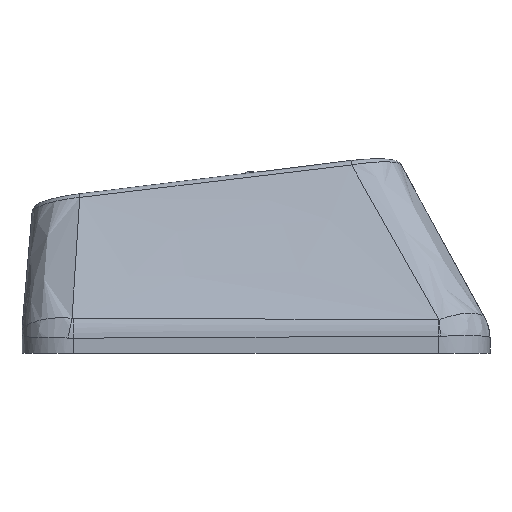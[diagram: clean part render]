
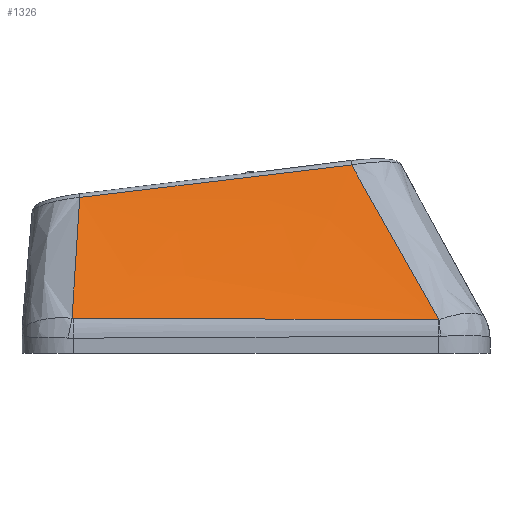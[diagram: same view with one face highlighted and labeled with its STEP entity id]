
A CAD part, left-side view. The second image highlights one B-rep face of the part: STEP entity #1326.
In plain terms, the highlighted free-form (B-spline) face has degree [3, 3] with [4, 4] control points.
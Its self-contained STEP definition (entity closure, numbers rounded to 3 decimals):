
#31=B_SPLINE_SURFACE_WITH_KNOTS('',3,3,((#2749,#2750,#2751,#2752),(#2753,
#2754,#2755,#2756),(#2757,#2758,#2759,#2760),(#2761,#2762,#2763,#2764)),
 .UNSPECIFIED.,.F.,.F.,.F.,(4,4),(4,4),(0.101,0.893),
(0.031,0.954),.UNSPECIFIED.);
#281=FACE_OUTER_BOUND('',#360,.T.);
#360=EDGE_LOOP('',(#1041,#1042,#1043,#1044,#1045,#1046));
#461=B_SPLINE_CURVE_WITH_KNOTS('',3,(#2433,#2434,#2435,#2436),
 .UNSPECIFIED.,.F.,.F.,(4,4),(0.,0.002),
 .UNSPECIFIED.);
#463=B_SPLINE_CURVE_WITH_KNOTS('',3,(#2460,#2461,#2462,#2463),
 .UNSPECIFIED.,.F.,.F.,(4,4),(0.,1.416),.UNSPECIFIED.);
#465=B_SPLINE_CURVE_WITH_KNOTS('',3,(#2487,#2488,#2489,#2490),
 .UNSPECIFIED.,.F.,.F.,(4,4),(0.,0.005),
 .UNSPECIFIED.);
#480=B_SPLINE_CURVE_WITH_KNOTS('',3,(#2766,#2767,#2768,#2769),
 .UNSPECIFIED.,.F.,.F.,(4,4),(0.025,0.771),
 .UNSPECIFIED.);
#481=B_SPLINE_CURVE_WITH_KNOTS('',3,(#2771,#2772,#2773,#2774),
 .UNSPECIFIED.,.F.,.F.,(4,4),(-1.062,0.),
 .UNSPECIFIED.);
#482=B_SPLINE_CURVE_WITH_KNOTS('',3,(#2775,#2776,#2777,#2778),
 .UNSPECIFIED.,.F.,.F.,(4,4),(-0.569,-0.021),
 .UNSPECIFIED.);
#594=VERTEX_POINT('',#2395);
#596=VERTEX_POINT('',#2426);
#598=VERTEX_POINT('',#2453);
#600=VERTEX_POINT('',#2480);
#616=VERTEX_POINT('',#2765);
#617=VERTEX_POINT('',#2770);
#757=EDGE_CURVE('',#594,#596,#461,.T.);
#760=EDGE_CURVE('',#596,#598,#463,.T.);
#763=EDGE_CURVE('',#598,#600,#465,.T.);
#787=EDGE_CURVE('',#616,#594,#480,.T.);
#788=EDGE_CURVE('',#617,#616,#481,.T.);
#789=EDGE_CURVE('',#600,#617,#482,.T.);
#1041=ORIENTED_EDGE('',*,*,#763,.F.);
#1042=ORIENTED_EDGE('',*,*,#760,.F.);
#1043=ORIENTED_EDGE('',*,*,#757,.F.);
#1044=ORIENTED_EDGE('',*,*,#787,.F.);
#1045=ORIENTED_EDGE('',*,*,#788,.F.);
#1046=ORIENTED_EDGE('',*,*,#789,.F.);
#1326=ADVANCED_FACE('',(#281),#31,.T.);
#2395=CARTESIAN_POINT('',(-8.936,-7.099,0.305));
#2426=CARTESIAN_POINT('',(-8.936,-7.078,0.304));
#2433=CARTESIAN_POINT('Ctrl Pts',(-8.936,-7.099,0.305));
#2434=CARTESIAN_POINT('Ctrl Pts',(-8.936,-7.092,0.305));
#2435=CARTESIAN_POINT('Ctrl Pts',(-8.936,-7.085,0.304));
#2436=CARTESIAN_POINT('Ctrl Pts',(-8.936,-7.078,0.304));
#2453=CARTESIAN_POINT('',(-8.867,7.086,0.356));
#2460=CARTESIAN_POINT('Ctrl Pts',(-8.936,-7.078,0.304));
#2461=CARTESIAN_POINT('Ctrl Pts',(-8.919,-2.357,0.32));
#2462=CARTESIAN_POINT('Ctrl Pts',(-8.897,2.364,0.337));
#2463=CARTESIAN_POINT('Ctrl Pts',(-8.867,7.086,0.356));
#2480=CARTESIAN_POINT('',(-8.864,7.138,0.361));
#2487=CARTESIAN_POINT('Ctrl Pts',(-8.867,7.086,0.356));
#2488=CARTESIAN_POINT('Ctrl Pts',(-8.867,7.103,0.356));
#2489=CARTESIAN_POINT('Ctrl Pts',(-8.866,7.121,0.358));
#2490=CARTESIAN_POINT('Ctrl Pts',(-8.864,7.138,0.361));
#2749=CARTESIAN_POINT('Ctrl Pts',(-6.065,-4.087,6.351));
#2750=CARTESIAN_POINT('Ctrl Pts',(-7.022,-5.091,4.336));
#2751=CARTESIAN_POINT('Ctrl Pts',(-7.979,-6.095,2.32));
#2752=CARTESIAN_POINT('Ctrl Pts',(-8.936,-7.099,0.304));
#2753=CARTESIAN_POINT('Ctrl Pts',(-6.065,-0.345,
5.91));
#2754=CARTESIAN_POINT('Ctrl Pts',(-7.022,-1.014,4.034));
#2755=CARTESIAN_POINT('Ctrl Pts',(-7.979,-1.684,2.159));
#2756=CARTESIAN_POINT('Ctrl Pts',(-8.936,-2.353,0.283));
#2757=CARTESIAN_POINT('Ctrl Pts',(-6.065,3.398,5.469));
#2758=CARTESIAN_POINT('Ctrl Pts',(-7.022,3.063,3.733));
#2759=CARTESIAN_POINT('Ctrl Pts',(-7.979,2.728,1.998));
#2760=CARTESIAN_POINT('Ctrl Pts',(-8.936,2.392,0.262));
#2761=CARTESIAN_POINT('Ctrl Pts',(-6.065,7.141,5.027));
#2762=CARTESIAN_POINT('Ctrl Pts',(-7.022,7.14,3.432));
#2763=CARTESIAN_POINT('Ctrl Pts',(-7.979,7.139,1.836));
#2764=CARTESIAN_POINT('Ctrl Pts',(-8.936,7.138,0.241));
#2765=CARTESIAN_POINT('',(-6.065,-3.706,6.306));
#2766=CARTESIAN_POINT('Ctrl Pts',(-6.065,-3.706,6.306));
#2767=CARTESIAN_POINT('Ctrl Pts',(-7.028,-4.842,4.311));
#2768=CARTESIAN_POINT('Ctrl Pts',(-7.984,-5.972,2.309));
#2769=CARTESIAN_POINT('Ctrl Pts',(-8.936,-7.099,0.305));
#2770=CARTESIAN_POINT('',(-6.075,6.84,5.046));
#2771=CARTESIAN_POINT('Ctrl Pts',(-6.075,6.84,5.046));
#2772=CARTESIAN_POINT('Ctrl Pts',(-6.072,3.325,5.464));
#2773=CARTESIAN_POINT('Ctrl Pts',(-6.069,-0.19,
5.884));
#2774=CARTESIAN_POINT('Ctrl Pts',(-6.065,-3.706,6.306));
#2775=CARTESIAN_POINT('Ctrl Pts',(-8.864,7.138,0.361));
#2776=CARTESIAN_POINT('Ctrl Pts',(-7.929,7.032,1.92));
#2777=CARTESIAN_POINT('Ctrl Pts',(-6.998,6.931,3.482));
#2778=CARTESIAN_POINT('Ctrl Pts',(-6.075,6.84,5.046));
